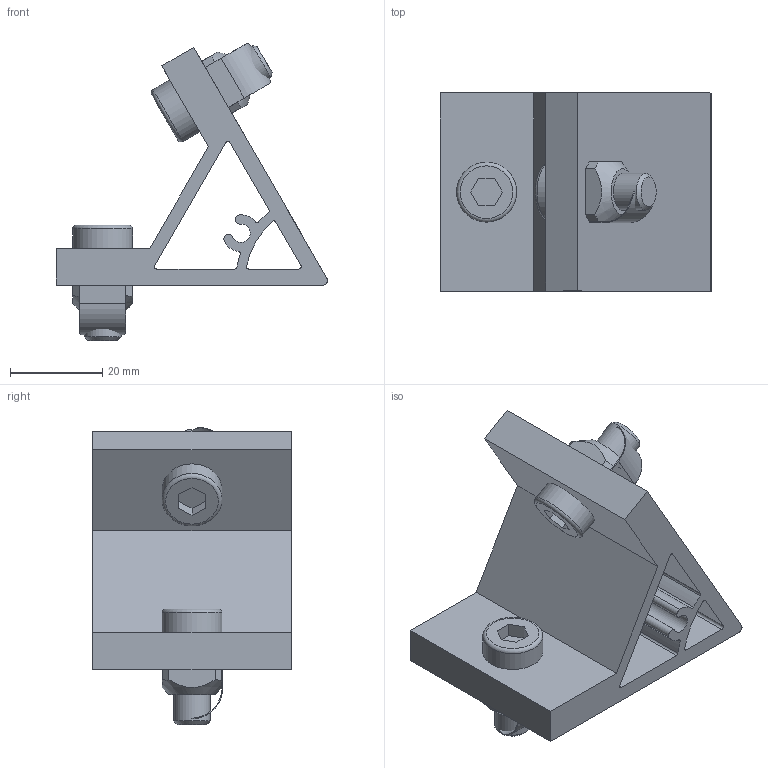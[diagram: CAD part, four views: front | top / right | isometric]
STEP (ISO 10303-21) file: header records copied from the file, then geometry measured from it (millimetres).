
FILE_DESCRIPTION(/* description */ (''),/* implementation_level */ '2;1');
FILE_NAME(/* name */ '40-560-1.stp',/* time_stamp */ '2024-08-13T13:40:15-04:00',/* author */ ('esanner'),/* organization */ (''),/* preprocessor_version */ 'ST-DEVELOPER v19',/* originating_system */ 'AutoCAD Mechanical',/* authorisation */ '');
FILE_SCHEMA (('AUTOMOTIVE_DESIGN { 1 0 10303 214 3 1 1 }'));
Length unit declared in the file: millimetre
Products named in the file (2): Product; M8X20LHSCS-0
Assembly tree (2 placements, depth 2):
  Product
    M8X20LHSCS-0  x2
Bounding box: 58.77 x 43 x 64.39 mm (x, y, z)
Volume: 33748.1 mm3; surface area: 19575.8 mm2
Topology: 5 solids, 5 shells, 112 faces, 286 edges, 188 vertices
Faces by surface type: plane 68, cylinder 34, cone 8, torus 2
Full cylindrical faces by diameter (mm): 6.8 x2, 8 x2, 9 x2, 13 x2
Entity records: 3141 total; most frequent: CARTESIAN_POINT 648, ORIENTED_EDGE 514, DIRECTION 511, EDGE_CURVE 257, AXIS2_PLACEMENT_3D 180, VERTEX_POINT 169, LINE 151, VECTOR 151
